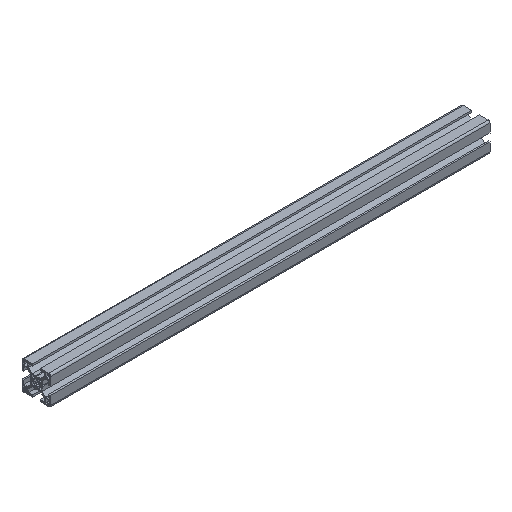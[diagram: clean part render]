
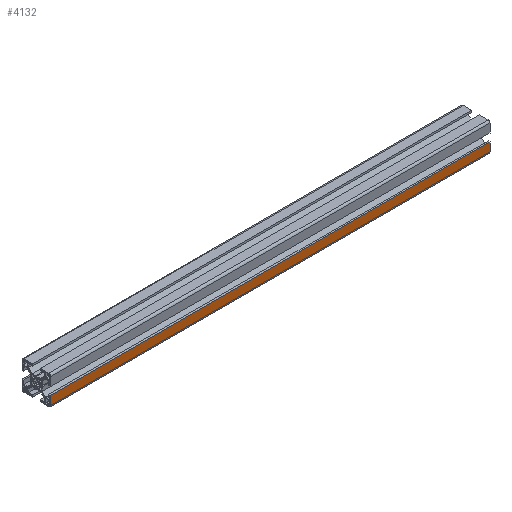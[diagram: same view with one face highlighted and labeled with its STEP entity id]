
A CAD part, isometric view. The second image highlights one B-rep face of the part: STEP entity #4132.
In plain terms, the highlighted planar face has unit normal (0, -1, 0).
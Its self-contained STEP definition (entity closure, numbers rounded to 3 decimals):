
#296=FACE_OUTER_BOUND('',#510,.T.);
#510=EDGE_LOOP('',(#2787,#2788,#2789,#2790));
#768=LINE('',#6074,#1236);
#769=LINE('',#6077,#1237);
#770=LINE('',#6079,#1238);
#771=LINE('',#6080,#1239);
#1236=VECTOR('',#4824,1000.);
#1237=VECTOR('',#4827,1000.);
#1238=VECTOR('',#4828,1000.);
#1239=VECTOR('',#4829,1000.);
#1689=VERTEX_POINT('',#6070);
#1690=VERTEX_POINT('',#6072);
#1691=VERTEX_POINT('',#6076);
#1692=VERTEX_POINT('',#6078);
#2132=EDGE_CURVE('',#1690,#1689,#768,.T.);
#2133=EDGE_CURVE('',#1689,#1691,#769,.T.);
#2134=EDGE_CURVE('',#1690,#1692,#770,.T.);
#2135=EDGE_CURVE('',#1692,#1691,#771,.T.);
#2787=ORIENTED_EDGE('',*,*,#2133,.F.);
#2788=ORIENTED_EDGE('',*,*,#2132,.F.);
#2789=ORIENTED_EDGE('',*,*,#2134,.T.);
#2790=ORIENTED_EDGE('',*,*,#2135,.T.);
#4000=PLANE('',#4364);
#4132=ADVANCED_FACE('',(#296),#4000,.T.);
#4364=AXIS2_PLACEMENT_3D('',#6075,#4825,#4826);
#4824=DIRECTION('',(-1.,0.,0.));
#4825=DIRECTION('center_axis',(0.,-1.,0.));
#4826=DIRECTION('ref_axis',(0.,0.,-1.));
#4827=DIRECTION('',(0.,0.,1.));
#4828=DIRECTION('',(0.,0.,1.));
#4829=DIRECTION('',(-1.,0.,0.));
#6070=CARTESIAN_POINT('',(-74.226,-193.374,26.35));
#6072=CARTESIAN_POINT('',(382.974,-193.374,26.35));
#6074=CARTESIAN_POINT('',(382.974,-193.374,26.35));
#6075=CARTESIAN_POINT('Origin',(382.974,-193.374,30.85));
#6076=CARTESIAN_POINT('',(-74.226,-193.374,35.35));
#6077=CARTESIAN_POINT('',(-74.226,-193.374,30.85));
#6078=CARTESIAN_POINT('',(382.974,-193.374,35.35));
#6079=CARTESIAN_POINT('',(382.974,-193.374,30.85));
#6080=CARTESIAN_POINT('',(382.974,-193.374,35.35));
